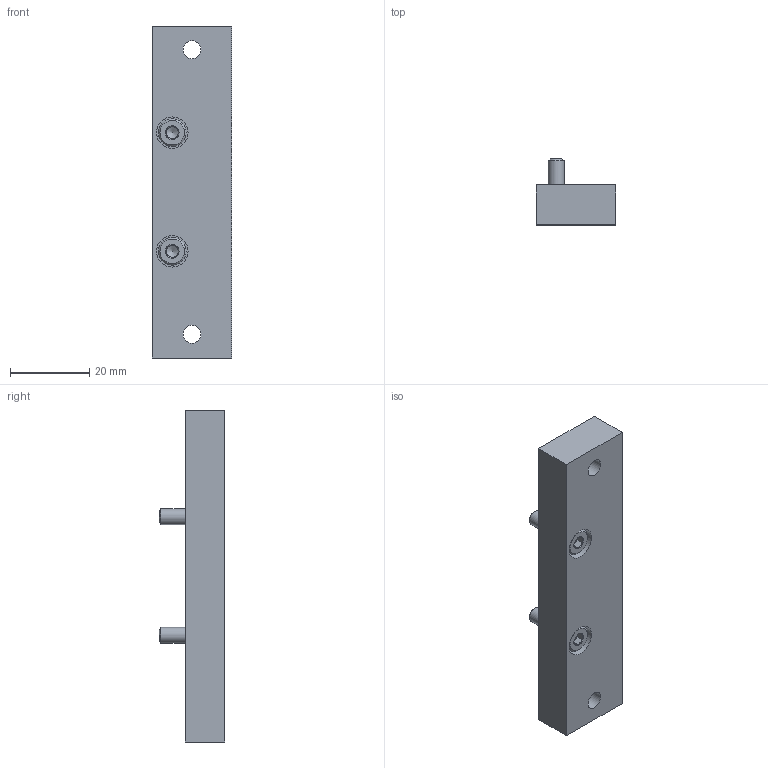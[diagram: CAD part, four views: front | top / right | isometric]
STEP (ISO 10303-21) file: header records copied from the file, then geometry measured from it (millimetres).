
FILE_DESCRIPTION(/* description */ ('STEP AP214'),/* implementation_level */ '2;1');
FILE_NAME(/* name */ '165571_HSM-12',/* time_stamp */ '2024-08-29T11:52:53+02:00',/* author */ ('License CC BY-ND 4.0'),/* organization */ ('CADENAS'),/* preprocessor_version */ 'ST-DEVELOPER v19.3',/* originating_system */ 'PARTsolutions',/* authorisation */ ' ');
FILE_SCHEMA (('AUTOMOTIVE_DESIGN {1 0 10303 214 3 1 1}'));
Length unit declared in the file: millimetre
Products named in the file (3): 165571 HSM-12; 360867 HSM-12---(MP); DIN-912 - M4x12(F)
Assembly tree (3 placements, depth 2):
  165571 HSM-12
    360867 HSM-12---(MP)
    DIN-912 - M4x12(F)  x2
Bounding box: 20 x 16.6 x 84 mm (x, y, z)
Volume: 16100.1 mm3; surface area: 6732.8 mm2
Topology: 3 solids, 3 shells, 74 faces, 150 edges, 88 vertices
Faces by surface type: plane 40, cone 22, cylinder 12
Full cylindrical faces by diameter (mm): 4 x2, 4.5 x4, 7 x2, 8 x4
Entity records: 1175 total; most frequent: DIRECTION 202, CARTESIAN_POINT 197, ORIENTED_EDGE 144, AXIS2_PLACEMENT_3D 86, FACE_BOUND 75, EDGE_LOOP 74, EDGE_CURVE 72, VERTEX_POINT 51
